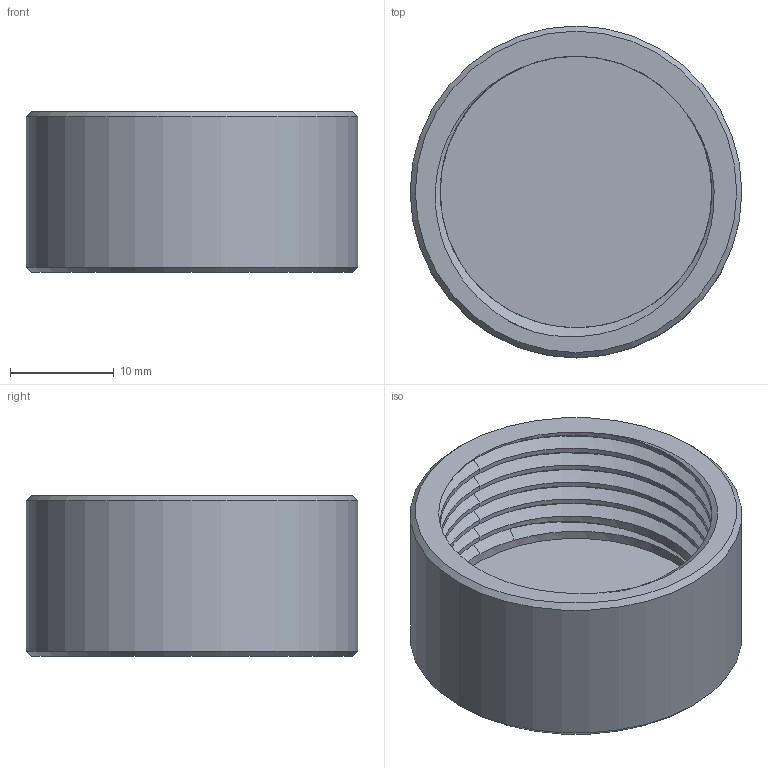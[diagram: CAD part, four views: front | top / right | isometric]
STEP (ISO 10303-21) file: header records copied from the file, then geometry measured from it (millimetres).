
FILE_DESCRIPTION(('FreeCAD Model'),'2;1');
FILE_NAME('Open CASCADE Shape Model','2025-07-13T22:46:33',(''),(''), 'Open CASCADE STEP processor 7.8','FreeCAD','Unknown');
FILE_SCHEMA(('AUTOMOTIVE_DESIGN { 1 0 10303 214 1 1 1 1 }'));
Length unit declared in the file: millimetre
Products named in the file (1): lid
Bounding box: 32 x 32 x 15.5 mm (x, y, z)
Volume: 5297.8 mm3; surface area: 4612.9 mm2
Topology: 1 solids, 1 shells, 30 faces, 60 edges, 33 vertices
Faces by surface type: bspline 16, cylinder 8, plane 4, cone 2
Full cylindrical faces by diameter (mm): 26.2 x6, 32 x1
Entity records: 4848 total; most frequent: CARTESIAN_POINT 3767, DIRECTION 132, ORIENTED_EDGE 120, PCURVE 120, DEFINITIONAL_REPRESENTATION 120, LINE 87, VECTOR 87, B_SPLINE_CURVE_WITH_KNOTS 81
